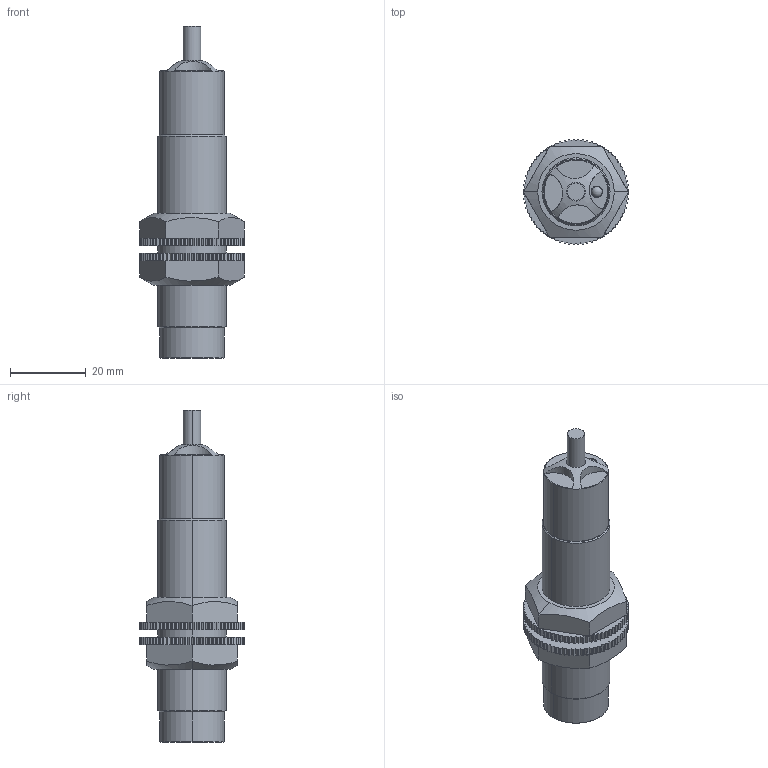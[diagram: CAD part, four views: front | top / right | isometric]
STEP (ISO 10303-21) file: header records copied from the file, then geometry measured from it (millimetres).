
FILE_DESCRIPTION((''),'2;1');
FILE_NAME('CKN18-15','2022-05-06T',('EDY'),(''),'CREO PARAMETRIC BY PTC INC, 2018070','CREO PARAMETRIC BY PTC INC, 2018070','');
FILE_SCHEMA(('CONFIG_CONTROL_DESIGN'));
Length unit declared in the file: millimetre
Products named in the file (1): CKN18-15
Bounding box: 27.79 x 27.79 x 87.84 mm (x, y, z)
Volume: 23186.7 mm3; surface area: 6848.2 mm2
Topology: 1 solids, 1 shells, 522 faces, 1508 edges, 1002 vertices
Faces by surface type: plane 340, cylinder 170, cone 8, torus 2, sphere 2
Entity records: 22567 total; most frequent: CARTESIAN_POINT 3396, ORIENTED_EDGE 3016, DIRECTION 2876, EDGE_CURVE 1508, VECTOR 1136, LINE 1136, VERTEX_POINT 1002, AXIS2_PLACEMENT_3D 870
